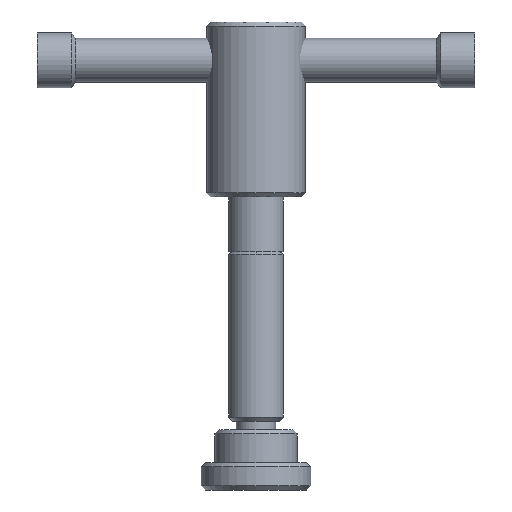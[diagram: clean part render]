
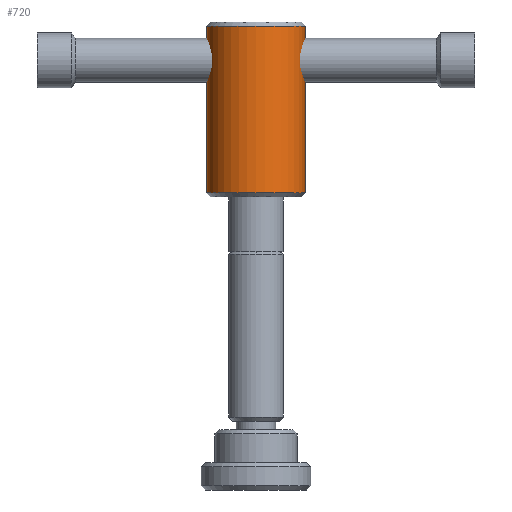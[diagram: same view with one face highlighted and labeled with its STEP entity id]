
A CAD part, front view. The second image highlights one B-rep face of the part: STEP entity #720.
In plain terms, the highlighted cylindrical face has radius 9 mm (diameter 18 mm), a partial arc.
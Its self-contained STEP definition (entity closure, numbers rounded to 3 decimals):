
#372=VERTEX_POINT('',#944);
#628=EDGE_CURVE('',#826,#702,#1230,.T.);
#680=EDGE_CURVE('',#702,#768,#1287,.T.);
#702=VERTEX_POINT('',#1313);
#720=ADVANCED_FACE('',(#1335),#1336,.T.);
#742=EDGE_CURVE('',#372,#768,#1360,.T.);
#768=VERTEX_POINT('',#1388);
#814=EDGE_CURVE('',#372,#826,#1441,.T.);
#826=VERTEX_POINT('',#1454);
#944=CARTESIAN_POINT('',(9.,0.,84.85));
#1230=CIRCLE('',#1958,9.0);
#1287=LINE('',#2031,#2032);
#1313=CARTESIAN_POINT('',(-9.,0.,54.35));
#1335=FACE_OUTER_BOUND('',#2088,.T.);
#1336=CYLINDRICAL_SURFACE('',#2089,9.0);
#1360=CIRCLE('',#2121,9.0);
#1388=CARTESIAN_POINT('',(-9.,0.,84.85));
#1441=LINE('',#2226,#2227);
#1454=CARTESIAN_POINT('',(9.,0.,54.35));
#1958=AXIS2_PLACEMENT_3D('',#2742,#2743,#2744);
#2031=CARTESIAN_POINT('',(-9.,0.,69.6));
#2032=VECTOR('',#2807,1.0);
#2088=EDGE_LOOP('',(#2884,#2885,#2886,#2887));
#2089=AXIS2_PLACEMENT_3D('',#2888,#2889,#2890);
#2121=AXIS2_PLACEMENT_3D('',#2917,#2918,#2919);
#2226=CARTESIAN_POINT('',(9.,0.,69.6));
#2227=VECTOR('',#3018,1.0);
#2742=CARTESIAN_POINT('',(0.,0.,54.35));
#2743=DIRECTION('',(0.0,0.0,-1.0));
#2744=DIRECTION('',(1.0,0.,0.0));
#2807=DIRECTION('',(-0.0,-0.0,1.0));
#2884=ORIENTED_EDGE('',*,*,#814,.F.);
#2885=ORIENTED_EDGE('',*,*,#742,.T.);
#2886=ORIENTED_EDGE('',*,*,#680,.F.);
#2887=ORIENTED_EDGE('',*,*,#628,.F.);
#2888=CARTESIAN_POINT('',(0.,0.,69.6));
#2889=DIRECTION('',(-0.0,-0.0,1.0));
#2890=DIRECTION('',(1.0,0.,0.0));
#2917=CARTESIAN_POINT('',(0.,0.,84.85));
#2918=DIRECTION('',(0.0,0.0,-1.0));
#2919=DIRECTION('',(1.0,0.,0.0));
#3018=DIRECTION('',(0.0,0.0,-1.0));
